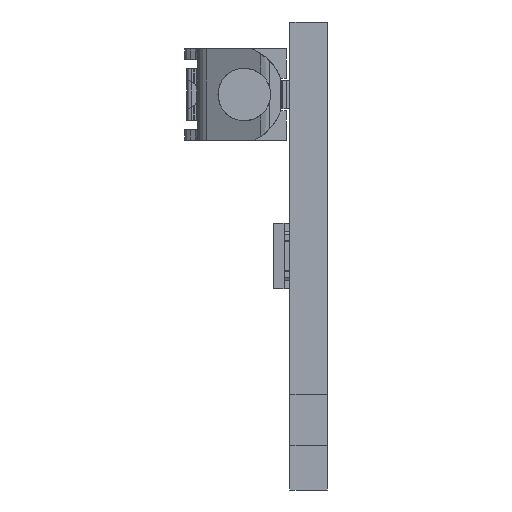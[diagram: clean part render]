
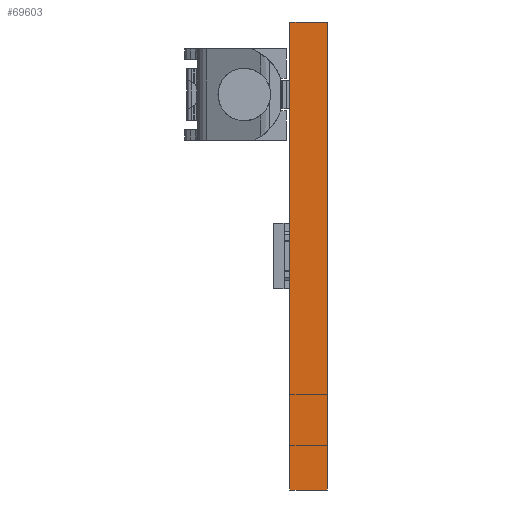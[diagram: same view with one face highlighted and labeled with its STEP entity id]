
A CAD part, left-side view. The second image highlights one B-rep face of the part: STEP entity #69603.
In plain terms, the highlighted planar face has unit normal (-1, 0, 0).
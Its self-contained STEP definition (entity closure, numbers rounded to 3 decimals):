
#847 = ORIENTED_EDGE ( 'NONE', *, *, #22597, .F. ) ;
#1348 = VECTOR ( 'NONE', #18894, 1000. ) ;
#3333 = VECTOR ( 'NONE', #75763, 1000. ) ;
#5640 = ORIENTED_EDGE ( 'NONE', *, *, #6275, .T. ) ;
#6275 = EDGE_CURVE ( 'NONE', #11524, #35564, #69360, .T. ) ;
#7869 = ORIENTED_EDGE ( 'NONE', *, *, #38225, .F. ) ;
#11524 = VERTEX_POINT ( 'NONE', #102197 ) ;
#15605 = VECTOR ( 'NONE', #83620, 1000. ) ;
#18392 = LINE ( 'NONE', #56853, #15605 ) ;
#18894 = DIRECTION ( 'NONE',  ( 0., 0., -1. ) ) ;
#22597 = EDGE_CURVE ( 'NONE', #56226, #35564, #94313, .T. ) ;
#30816 = DIRECTION ( 'NONE',  ( 0., 1., 0. ) ) ;
#33363 = ORIENTED_EDGE ( 'NONE', *, *, #89230, .T. ) ;
#33711 = VERTEX_POINT ( 'NONE', #107209 ) ;
#35564 = VERTEX_POINT ( 'NONE', #90285 ) ;
#37570 = AXIS2_PLACEMENT_3D ( 'NONE', #93309, #40181, #102209 ) ;
#38225 = EDGE_CURVE ( 'NONE', #33711, #56226, #102639, .T. ) ;
#39314 = CARTESIAN_POINT ( 'NONE',  ( 0., -1.6, -20. ) ) ;
#40181 = DIRECTION ( 'NONE',  ( 1., 0., 0. ) ) ;
#44560 = FACE_OUTER_BOUND ( 'NONE', #113916, .T. ) ;
#48658 = CARTESIAN_POINT ( 'NONE',  ( 0., -1.6, 0. ) ) ;
#56040 = CARTESIAN_POINT ( 'NONE',  ( 0., -1.6, -20. ) ) ;
#56226 = VERTEX_POINT ( 'NONE', #56040 ) ;
#56853 = CARTESIAN_POINT ( 'NONE',  ( 0., -1.6, 0. ) ) ;
#57652 = PLANE ( 'NONE',  #37570 ) ;
#69360 = LINE ( 'NONE', #72043, #1348 ) ;
#69603 = ADVANCED_FACE ( 'NONE', ( #44560 ), #57652, .F. ) ;
#70653 = VECTOR ( 'NONE', #30816, 1000. ) ;
#72043 = CARTESIAN_POINT ( 'NONE',  ( 0., 0., 0. ) ) ;
#75763 = DIRECTION ( 'NONE',  ( 0., 0., -1. ) ) ;
#83620 = DIRECTION ( 'NONE',  ( 0., 1., 0. ) ) ;
#89230 = EDGE_CURVE ( 'NONE', #33711, #11524, #18392, .T. ) ;
#90285 = CARTESIAN_POINT ( 'NONE',  ( 0., 0., -20. ) ) ;
#93309 = CARTESIAN_POINT ( 'NONE',  ( 0., -1.6, 0. ) ) ;
#94313 = LINE ( 'NONE', #39314, #70653 ) ;
#102197 = CARTESIAN_POINT ( 'NONE',  ( 0., 0., 0. ) ) ;
#102209 = DIRECTION ( 'NONE',  ( 0., 0., -1. ) ) ;
#102639 = LINE ( 'NONE', #48658, #3333 ) ;
#107209 = CARTESIAN_POINT ( 'NONE',  ( 0., -1.6, 0. ) ) ;
#113916 = EDGE_LOOP ( 'NONE', ( #5640, #847, #7869, #33363 ) ) ;
